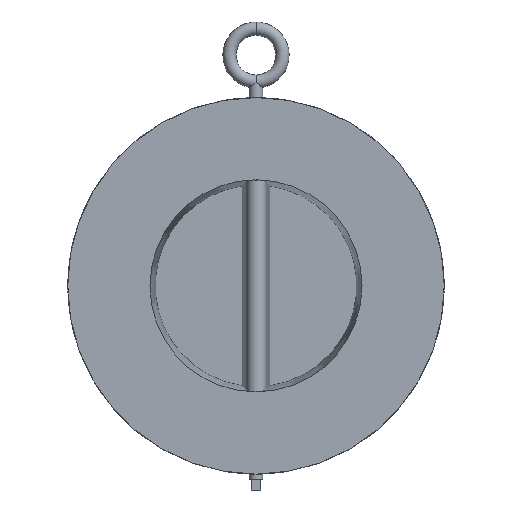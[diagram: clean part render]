
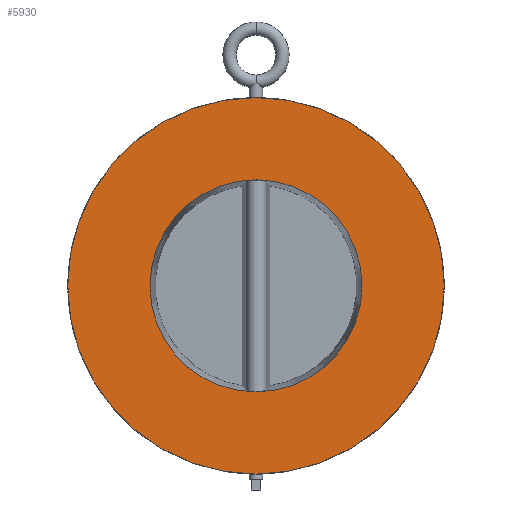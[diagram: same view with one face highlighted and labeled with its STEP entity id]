
A CAD part, front view. The second image highlights one B-rep face of the part: STEP entity #5930.
In plain terms, the highlighted planar face has unit normal (0, -1, 0).
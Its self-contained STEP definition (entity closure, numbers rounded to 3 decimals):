
#333 = CARTESIAN_POINT ( 'NONE',  ( 0., 0., 40. ) ) ;
#479 = CARTESIAN_POINT ( 'NONE',  ( 0., 0., -40. ) ) ;
#481 = AXIS2_PLACEMENT_3D ( 'NONE', #536, #535, #534 ) ;
#534 = DIRECTION ( 'NONE',  ( 0., 0., -1. ) ) ;
#535 = DIRECTION ( 'NONE',  ( 0., -1., 0. ) ) ;
#536 = CARTESIAN_POINT ( 'NONE',  ( 0., 0., 0. ) ) ;
#543 = CIRCLE ( 'NONE', #481, 40. ) ;
#1165 = CARTESIAN_POINT ( 'NONE',  ( 0., 0., 0. ) ) ;
#1166 = DIRECTION ( 'NONE',  ( 0., 0., 1. ) ) ;
#1167 = DIRECTION ( 'NONE',  ( 0., 1., 0. ) ) ;
#1168 = FACE_BOUND ( 'NONE', #5953, .T. ) ;
#1169 = CARTESIAN_POINT ( 'NONE',  ( -40., 0., 0. ) ) ;
#1178 = PLANE ( 'NONE',  #1185 ) ;
#1181 = FACE_OUTER_BOUND ( 'NONE', #5937, .T. ) ;
#1184 = AXIS2_PLACEMENT_3D ( 'NONE', #1165, #1213, #1194 ) ;
#1185 = AXIS2_PLACEMENT_3D ( 'NONE', #1169, #1167, #1166 ) ;
#1194 = DIRECTION ( 'NONE',  ( 0., 0., -1. ) ) ;
#1213 = DIRECTION ( 'NONE',  ( 0., -1., 0. ) ) ;
#1216 = CIRCLE ( 'NONE', #1184, 40. ) ;
#2494 = VERTEX_POINT ( 'NONE', #5241 ) ;
#2537 = VERTEX_POINT ( 'NONE', #5393 ) ;
#2542 = EDGE_CURVE ( 'NONE', #2494, #2537, #5432, .T. ) ;
#2600 = EDGE_CURVE ( 'NONE', #2537, #2494, #5634, .T. ) ;
#2839 = VERTEX_POINT ( 'NONE', #333 ) ;
#2887 = EDGE_CURVE ( 'NONE', #2839, #2889, #543, .T. ) ;
#2889 = VERTEX_POINT ( 'NONE', #479 ) ;
#5241 = CARTESIAN_POINT ( 'NONE',  ( 0., 0., -71. ) ) ;
#5392 = AXIS2_PLACEMENT_3D ( 'NONE', #5401, #5411, #5410 ) ;
#5393 = CARTESIAN_POINT ( 'NONE',  ( 0., 0., 71. ) ) ;
#5401 = CARTESIAN_POINT ( 'NONE',  ( 0., 0., 0. ) ) ;
#5410 = DIRECTION ( 'NONE',  ( 0., 0., -1. ) ) ;
#5411 = DIRECTION ( 'NONE',  ( 0., -1., 0. ) ) ;
#5432 = CIRCLE ( 'NONE', #5392, 71. ) ;
#5609 = AXIS2_PLACEMENT_3D ( 'NONE', #5672, #5656, #5655 ) ;
#5634 = CIRCLE ( 'NONE', #5609, 71. ) ;
#5655 = DIRECTION ( 'NONE',  ( 0., 0., -1. ) ) ;
#5656 = DIRECTION ( 'NONE',  ( 0., -1., 0. ) ) ;
#5672 = CARTESIAN_POINT ( 'NONE',  ( 0., 0., 0. ) ) ;
#5925 = ORIENTED_EDGE ( 'NONE', *, *, #2542, .T. ) ;
#5929 = ORIENTED_EDGE ( 'NONE', *, *, #2600, .T. ) ;
#5930 = ADVANCED_FACE ( 'NONE', ( #1181, #1168 ), #1178, .F. ) ;
#5937 = EDGE_LOOP ( 'NONE', ( #5925, #5929 ) ) ;
#5938 = EDGE_CURVE ( 'NONE', #2889, #2839, #1216, .T. ) ;
#5952 = ORIENTED_EDGE ( 'NONE', *, *, #5938, .F. ) ;
#5953 = EDGE_LOOP ( 'NONE', ( #5952, #5956 ) ) ;
#5956 = ORIENTED_EDGE ( 'NONE', *, *, #2887, .F. ) ;
